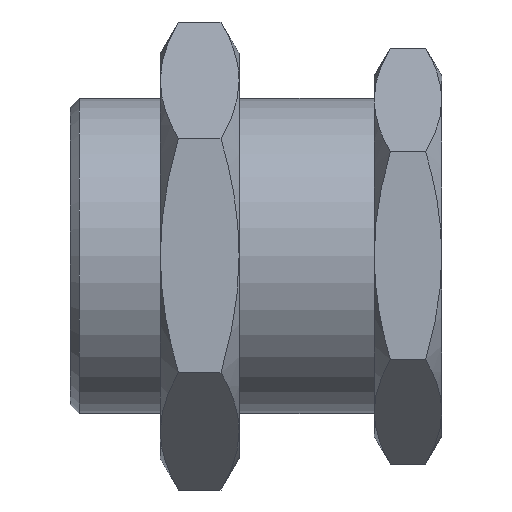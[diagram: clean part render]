
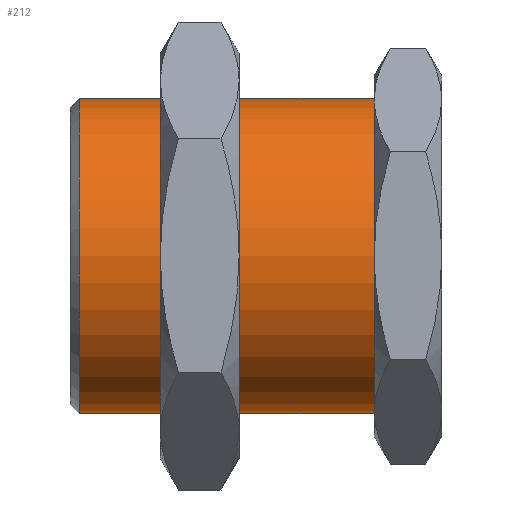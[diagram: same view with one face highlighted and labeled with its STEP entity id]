
A CAD part, top view. The second image highlights one B-rep face of the part: STEP entity #212.
In plain terms, the highlighted cylindrical face has radius 14 mm (diameter 28 mm), a partial arc.
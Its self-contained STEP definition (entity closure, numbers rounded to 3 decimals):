
#212=ADVANCED_FACE('',(#425),#426,.T.);
#425=FACE_OUTER_BOUND('',#638,.T.);
#426=CYLINDRICAL_SURFACE('',#639,14.0);
#638=EDGE_LOOP('',(#1140,#1141,#1142,#1143));
#639=AXIS2_PLACEMENT_3D('',#1144,#1145,#1146);
#1140=ORIENTED_EDGE('',*,*,#1287,.F.);
#1141=ORIENTED_EDGE('',*,*,#1392,.T.);
#1142=ORIENTED_EDGE('',*,*,#1289,.F.);
#1143=ORIENTED_EDGE('',*,*,#1309,.T.);
#1144=CARTESIAN_POINT('',(-18.594,0.0,0.0));
#1145=DIRECTION('',(1.0,0.0,0.0));
#1146=DIRECTION('',(0.0,1.0,0.0));
#1287=EDGE_CURVE('',#1542,#1543,#1544,.T.);
#1289=EDGE_CURVE('',#1545,#1547,#1548,.T.);
#1309=EDGE_CURVE('',#1545,#1543,#1575,.T.);
#1392=EDGE_CURVE('',#1542,#1547,#1673,.T.);
#1542=VERTEX_POINT('',#2205);
#1543=VERTEX_POINT('',#2206);
#1544=LINE('',#2207,#2208);
#1545=VERTEX_POINT('',#2209);
#1547=VERTEX_POINT('',#2211);
#1548=LINE('',#2212,#2213);
#1575=CIRCLE('',#2276,14.0);
#1673=CIRCLE('',#2517,14.0);
#2205=CARTESIAN_POINT('',(-32.188,14.0,0.0));
#2206=CARTESIAN_POINT('',(-6.0,14.0,0.));
#2207=CARTESIAN_POINT('',(-18.594,14.0,0.));
#2208=VECTOR('',#2594,1.0);
#2209=CARTESIAN_POINT('',(-6.0,-14.0,0.));
#2211=CARTESIAN_POINT('',(-32.188,-14.0,0.));
#2212=CARTESIAN_POINT('',(-18.594,-14.0,0.));
#2213=VECTOR('',#2598,1.0);
#2276=AXIS2_PLACEMENT_3D('',#2629,#2630,#2631);
#2517=AXIS2_PLACEMENT_3D('',#2721,#2722,#2723);
#2594=DIRECTION('',(1.0,0.0,0.0));
#2598=DIRECTION('',(-1.0,-0.0,-0.0));
#2629=CARTESIAN_POINT('',(-6.0,0.0,0.0));
#2630=DIRECTION('',(-1.0,0.,-0.0));
#2631=DIRECTION('',(0.,1.0,0.0));
#2721=CARTESIAN_POINT('',(-32.188,0.0,0.0));
#2722=DIRECTION('',(1.0,0.0,0.0));
#2723=DIRECTION('',(0.0,1.0,0.0));
